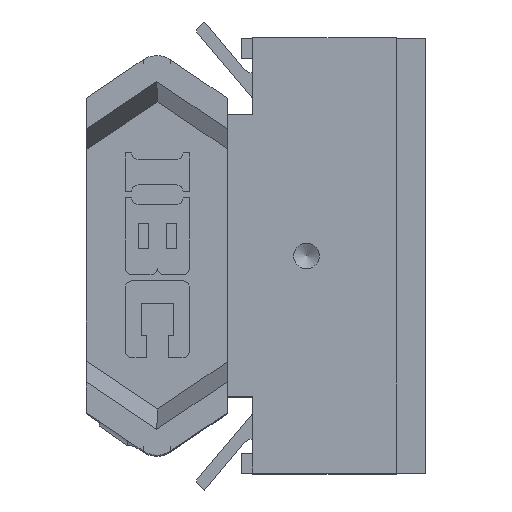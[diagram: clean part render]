
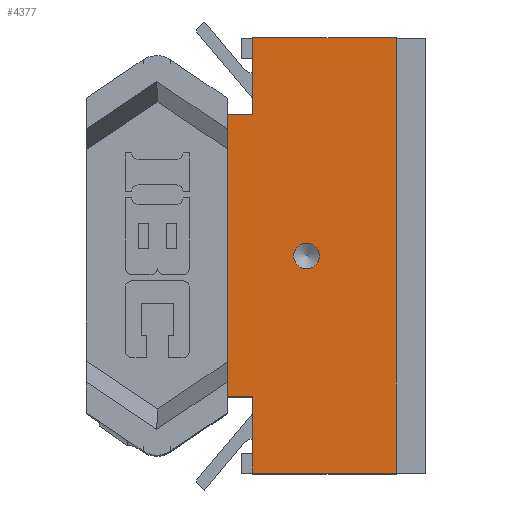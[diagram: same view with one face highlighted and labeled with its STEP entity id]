
A CAD part, left-side view. The second image highlights one B-rep face of the part: STEP entity #4377.
In plain terms, the highlighted face is planar.
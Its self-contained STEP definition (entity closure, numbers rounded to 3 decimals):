
#2053=CARTESIAN_POINT('',(5.5,-2.647,2.));
#2054=VERTEX_POINT('',#2053);
#2061=CARTESIAN_POINT('',(5.43,-2.751,2.));
#2062=VERTEX_POINT('',#2061);
#2063=CARTESIAN_POINT('',(5.5,-2.647,2.));
#2064=DIRECTION('',(-0.559,-0.829,0.));
#2065=VECTOR('',#2064,0.125);
#2066=LINE('',#2063,#2065);
#2067=EDGE_CURVE('',#2054,#2062,#2066,.T.);
#2313=CARTESIAN_POINT('',(-5.431,-2.751,2.));
#2314=VERTEX_POINT('',#2313);
#2321=CARTESIAN_POINT('',(-5.5,-2.649,2.));
#2322=VERTEX_POINT('',#2321);
#2323=CARTESIAN_POINT('',(-5.431,-2.751,2.));
#2324=DIRECTION('',(-0.559,0.829,0.));
#2325=VECTOR('',#2324,0.123);
#2326=LINE('',#2323,#2325);
#2327=EDGE_CURVE('',#2314,#2322,#2326,.T.);
#4015=CARTESIAN_POINT('',(-4.164,-2.751,2.0));
#4016=VERTEX_POINT('',#4015);
#4017=CARTESIAN_POINT('',(4.159,-2.751,2.0));
#4018=VERTEX_POINT('',#4017);
#4019=CARTESIAN_POINT('',(-4.164,-2.751,2.0));
#4020=DIRECTION('',(1.0,0.0,0.0));
#4021=VECTOR('',#4020,8.323);
#4022=LINE('',#4019,#4021);
#4023=EDGE_CURVE('',#4016,#4018,#4022,.T.);
#4141=CARTESIAN_POINT('',(-0.477,-5.851,1.999));
#4142=VERTEX_POINT('',#4141);
#4143=CARTESIAN_POINT('',(0.023,-5.851,1.999));
#4144=DIRECTION('',(0.0,0.,1.));
#4145=DIRECTION('',(-1.0,0.0,0.0));
#4146=AXIS2_PLACEMENT_3D('',#4143,#4144,#4145);
#4147=CIRCLE('',#4146,0.5);
#4148=EDGE_CURVE('',#4142,#4142,#4147,.T.);
#4158=CARTESIAN_POINT('',(-5.5,-3.751,2.));
#4159=VERTEX_POINT('',#4158);
#4168=CARTESIAN_POINT('',(-8.5,-3.751,2.));
#4169=VERTEX_POINT('',#4168);
#4170=CARTESIAN_POINT('',(-5.5,-3.751,2.));
#4171=DIRECTION('',(-1.0,0.0,0.0));
#4172=VECTOR('',#4171,3.);
#4173=LINE('',#4170,#4172);
#4174=EDGE_CURVE('',#4159,#4169,#4173,.T.);
#4200=CARTESIAN_POINT('',(5.5,-3.751,2.));
#4201=VERTEX_POINT('',#4200);
#4216=CARTESIAN_POINT('',(8.5,-3.751,2.));
#4217=VERTEX_POINT('',#4216);
#4224=CARTESIAN_POINT('',(8.5,-3.751,2.));
#4225=DIRECTION('',(-1.0,0.0,0.0));
#4226=VECTOR('',#4225,3.0);
#4227=LINE('',#4224,#4226);
#4228=EDGE_CURVE('',#4217,#4201,#4227,.T.);
#4240=CARTESIAN_POINT('',(8.5,-9.351,1.997));
#4241=VERTEX_POINT('',#4240);
#4248=CARTESIAN_POINT('',(8.5,-3.751,2.));
#4249=DIRECTION('',(0.0,-1.,0.));
#4250=VECTOR('',#4249,5.6);
#4251=LINE('',#4248,#4250);
#4252=EDGE_CURVE('',#4217,#4241,#4251,.T.);
#4269=CARTESIAN_POINT('',(-8.5,-9.351,1.997));
#4270=VERTEX_POINT('',#4269);
#4286=CARTESIAN_POINT('',(-8.5,-3.751,2.));
#4287=DIRECTION('',(0.0,-1.,0.));
#4288=VECTOR('',#4287,5.6);
#4289=LINE('',#4286,#4288);
#4290=EDGE_CURVE('',#4169,#4270,#4289,.T.);
#4308=CARTESIAN_POINT('',(8.5,-9.351,1.997));
#4309=DIRECTION('',(-1.0,0.0,0.0));
#4310=VECTOR('',#4309,17.0);
#4311=LINE('',#4308,#4310);
#4312=EDGE_CURVE('',#4241,#4270,#4311,.T.);
#4323=CARTESIAN_POINT('',(5.5,-3.751,2.));
#4324=DIRECTION('',(0.0,1.,0.));
#4325=VECTOR('',#4324,1.103);
#4326=LINE('',#4323,#4325);
#4327=EDGE_CURVE('',#4201,#2054,#4326,.T.);
#4340=CARTESIAN_POINT('',(5.5,-2.751,2.));
#4341=DIRECTION('',(0.,0.,-1.));
#4342=DIRECTION('',(-1.0,0.0,0.0));
#4343=AXIS2_PLACEMENT_3D('',#4340,#4341,#4342);
#4344=PLANE('',#4343);
#4345=CARTESIAN_POINT('',(-5.5,-3.751,2.));
#4346=DIRECTION('',(0.0,1.,0.));
#4347=VECTOR('',#4346,1.102);
#4348=LINE('',#4345,#4347);
#4349=EDGE_CURVE('',#4159,#2322,#4348,.T.);
#4350=ORIENTED_EDGE('',*,*,#4349,.T.);
#4351=ORIENTED_EDGE('',*,*,#2327,.F.);
#4352=CARTESIAN_POINT('',(-4.164,-2.751,2.));
#4353=DIRECTION('',(-1.0,0.0,0.0));
#4354=VECTOR('',#4353,1.268);
#4355=LINE('',#4352,#4354);
#4356=EDGE_CURVE('',#4016,#2314,#4355,.T.);
#4357=ORIENTED_EDGE('',*,*,#4356,.F.);
#4358=ORIENTED_EDGE('',*,*,#4023,.T.);
#4359=CARTESIAN_POINT('',(5.43,-2.751,2.));
#4360=DIRECTION('',(-1.0,0.0,0.0));
#4361=VECTOR('',#4360,1.271);
#4362=LINE('',#4359,#4361);
#4363=EDGE_CURVE('',#2062,#4018,#4362,.T.);
#4364=ORIENTED_EDGE('',*,*,#4363,.F.);
#4365=ORIENTED_EDGE('',*,*,#2067,.F.);
#4366=ORIENTED_EDGE('',*,*,#4327,.F.);
#4367=ORIENTED_EDGE('',*,*,#4228,.F.);
#4368=ORIENTED_EDGE('',*,*,#4252,.T.);
#4369=ORIENTED_EDGE('',*,*,#4312,.T.);
#4370=ORIENTED_EDGE('',*,*,#4290,.F.);
#4371=ORIENTED_EDGE('',*,*,#4174,.F.);
#4372=EDGE_LOOP('',(#4350,#4351,#4357,#4358,#4364,#4365,#4366,#4367,#4368,#4369,#4370,#4371));
#4373=FACE_OUTER_BOUND('',#4372,.T.);
#4374=ORIENTED_EDGE('',*,*,#4148,.T.);
#4375=EDGE_LOOP('',(#4374));
#4376=FACE_BOUND('',#4375,.T.);
#4377=ADVANCED_FACE('',(#4373,#4376),#4344,.T.);
